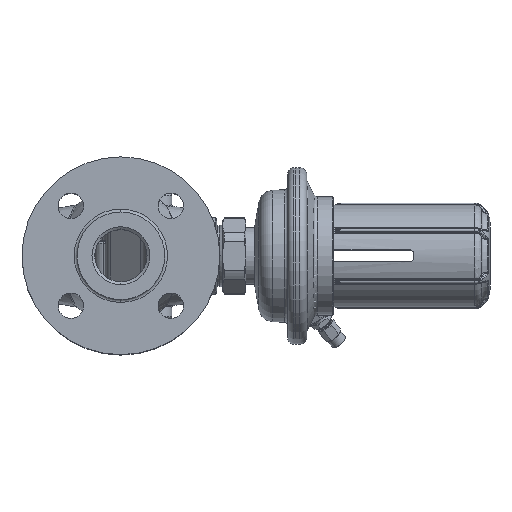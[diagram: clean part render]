
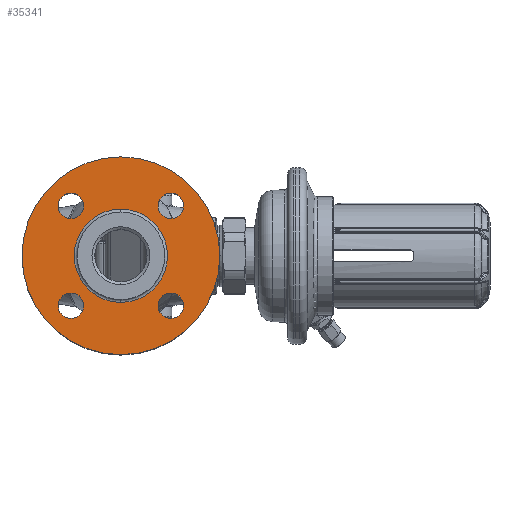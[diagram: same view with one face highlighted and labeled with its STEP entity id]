
A CAD part, top view. The second image highlights one B-rep face of the part: STEP entity #35341.
In plain terms, the highlighted face is planar.
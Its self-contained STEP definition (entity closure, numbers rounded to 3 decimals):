
#30231=CARTESIAN_POINT('',(-88.,0.,0.));
#30232=DIRECTION('',(-1.,0.,0.));
#30233=DIRECTION('',(0.,1.,0.));
#30234=AXIS2_PLACEMENT_3D('',#30231,#30232,#30233);
#30236=CARTESIAN_POINT('',(-88.,0.,0.));
#30237=DIRECTION('',(1.,0.,0.));
#30238=DIRECTION('',(0.,1.,0.));
#30239=AXIS2_PLACEMENT_3D('',#30236,#30237,#30238);
#30241=CARTESIAN_POINT('',(-88.,-35.355,35.355));
#30242=DIRECTION('',(1.,0.,0.));
#30243=DIRECTION('',(0.,1.,0.));
#30244=AXIS2_PLACEMENT_3D('',#30241,#30242,#30243);
#30246=CARTESIAN_POINT('',(-88.,-35.355,35.355));
#30247=DIRECTION('',(1.,0.,0.));
#30248=DIRECTION('',(0.,-1.,0.));
#30249=AXIS2_PLACEMENT_3D('',#30246,#30247,#30248);
#30251=CARTESIAN_POINT('',(-88.,35.355,35.355));
#30252=DIRECTION('',(1.,0.,0.));
#30253=DIRECTION('',(0.,1.,0.));
#30254=AXIS2_PLACEMENT_3D('',#30251,#30252,#30253);
#30256=CARTESIAN_POINT('',(-88.,35.355,35.355));
#30257=DIRECTION('',(1.,0.,0.));
#30258=DIRECTION('',(0.,-1.,0.));
#30259=AXIS2_PLACEMENT_3D('',#30256,#30257,#30258);
#30261=CARTESIAN_POINT('',(-88.,35.355,-35.355));
#30262=DIRECTION('',(1.,0.,0.));
#30263=DIRECTION('',(0.,1.,0.));
#30264=AXIS2_PLACEMENT_3D('',#30261,#30262,#30263);
#30266=CARTESIAN_POINT('',(-88.,35.355,-35.355));
#30267=DIRECTION('',(1.,0.,0.));
#30268=DIRECTION('',(0.,-1.,0.));
#30269=AXIS2_PLACEMENT_3D('',#30266,#30267,#30268);
#30271=CARTESIAN_POINT('',(-88.,-35.355,-35.355));
#30272=DIRECTION('',(1.,0.,0.));
#30273=DIRECTION('',(0.,1.,0.));
#30274=AXIS2_PLACEMENT_3D('',#30271,#30272,#30273);
#30276=CARTESIAN_POINT('',(-88.,-35.355,-35.355));
#30277=DIRECTION('',(1.,0.,0.));
#30278=DIRECTION('',(0.,-1.,0.));
#30279=AXIS2_PLACEMENT_3D('',#30276,#30277,#30278);
#30281=CARTESIAN_POINT('',(-88.,0.,0.));
#30282=DIRECTION('',(1.,0.,0.));
#30283=DIRECTION('',(0.,1.,0.));
#30284=AXIS2_PLACEMENT_3D('',#30281,#30282,#30283);
#30296=CARTESIAN_POINT('',(-88.,0.,0.));
#30297=DIRECTION('',(-1.,0.,0.));
#30298=DIRECTION('',(0.,1.,0.));
#30299=AXIS2_PLACEMENT_3D('',#30296,#30297,#30298);
#34587=CARTESIAN_POINT('',(-88.,70.,0.));
#34589=VERTEX_POINT('',#34587);
#34590=CARTESIAN_POINT('',(-88.,33.,0.));
#34592=VERTEX_POINT('',#34590);
#34609=CARTESIAN_POINT('',(-88.,-70.,0.));
#34611=VERTEX_POINT('',#34609);
#34612=CARTESIAN_POINT('',(-88.,-33.,0.));
#34614=VERTEX_POINT('',#34612);
#34709=CARTESIAN_POINT('',(-88.,-26.355,35.355));
#34710=CARTESIAN_POINT('',(-88.,-44.355,35.355));
#34711=VERTEX_POINT('',#34709);
#34712=VERTEX_POINT('',#34710);
#34717=CARTESIAN_POINT('',(-88.,44.355,35.355));
#34718=CARTESIAN_POINT('',(-88.,26.355,35.355));
#34719=VERTEX_POINT('',#34717);
#34720=VERTEX_POINT('',#34718);
#34725=CARTESIAN_POINT('',(-88.,44.355,-35.355));
#34726=CARTESIAN_POINT('',(-88.,26.355,-35.355));
#34727=VERTEX_POINT('',#34725);
#34728=VERTEX_POINT('',#34726);
#34733=CARTESIAN_POINT('',(-88.,-26.355,-35.355));
#34734=CARTESIAN_POINT('',(-88.,-44.355,-35.355));
#34735=VERTEX_POINT('',#34733);
#34736=VERTEX_POINT('',#34734);
#35302=CARTESIAN_POINT('',(-88.,0.,0.));
#35303=DIRECTION('',(1.,0.,0.));
#35304=DIRECTION('',(0.,-1.,0.));
#35305=AXIS2_PLACEMENT_3D('',#35302,#35303,#35304);
#35306=PLANE('',#35305);
#35307=ORIENTED_EDGE('',*,*,#35295,.F.);
#35308=ORIENTED_EDGE('',*,*,#35284,.T.);
#35309=EDGE_LOOP('',(#35307,#35308));
#35310=FACE_OUTER_BOUND('',#35309,.F.);
#35312=ORIENTED_EDGE('',*,*,#35311,.F.);
#35314=ORIENTED_EDGE('',*,*,#35313,.T.);
#35315=EDGE_LOOP('',(#35312,#35314));
#35316=FACE_BOUND('',#35315,.F.);
#35318=ORIENTED_EDGE('',*,*,#35317,.F.);
#35320=ORIENTED_EDGE('',*,*,#35319,.F.);
#35321=EDGE_LOOP('',(#35318,#35320));
#35322=FACE_BOUND('',#35321,.F.);
#35324=ORIENTED_EDGE('',*,*,#35323,.F.);
#35326=ORIENTED_EDGE('',*,*,#35325,.F.);
#35327=EDGE_LOOP('',(#35324,#35326));
#35328=FACE_BOUND('',#35327,.F.);
#35330=ORIENTED_EDGE('',*,*,#35329,.F.);
#35332=ORIENTED_EDGE('',*,*,#35331,.F.);
#35333=EDGE_LOOP('',(#35330,#35332));
#35334=FACE_BOUND('',#35333,.F.);
#35336=ORIENTED_EDGE('',*,*,#35335,.F.);
#35338=ORIENTED_EDGE('',*,*,#35337,.F.);
#35339=EDGE_LOOP('',(#35336,#35338));
#35340=FACE_BOUND('',#35339,.F.);
#35341=ADVANCED_FACE('',(#35310,#35316,#35322,#35328,#35334,#35340),#35306,.F.);
#30235=CIRCLE('',#30234,70.);
#30240=CIRCLE('',#30239,70.);
#30245=CIRCLE('',#30244,9.);
#30250=CIRCLE('',#30249,9.);
#30255=CIRCLE('',#30254,9.);
#30260=CIRCLE('',#30259,9.);
#30265=CIRCLE('',#30264,9.);
#30270=CIRCLE('',#30269,9.);
#30275=CIRCLE('',#30274,9.);
#30280=CIRCLE('',#30279,9.);
#30285=CIRCLE('',#30284,33.);
#30300=CIRCLE('',#30299,33.);
#35284=EDGE_CURVE('',#34589,#34611,#30240,.T.);
#35295=EDGE_CURVE('',#34589,#34611,#30235,.T.);
#35311=EDGE_CURVE('',#34592,#34614,#30285,.T.);
#35313=EDGE_CURVE('',#34592,#34614,#30300,.T.);
#35317=EDGE_CURVE('',#34711,#34712,#30245,.T.);
#35319=EDGE_CURVE('',#34712,#34711,#30250,.T.);
#35323=EDGE_CURVE('',#34719,#34720,#30255,.T.);
#35325=EDGE_CURVE('',#34720,#34719,#30260,.T.);
#35329=EDGE_CURVE('',#34727,#34728,#30265,.T.);
#35331=EDGE_CURVE('',#34728,#34727,#30270,.T.);
#35335=EDGE_CURVE('',#34735,#34736,#30275,.T.);
#35337=EDGE_CURVE('',#34736,#34735,#30280,.T.);
